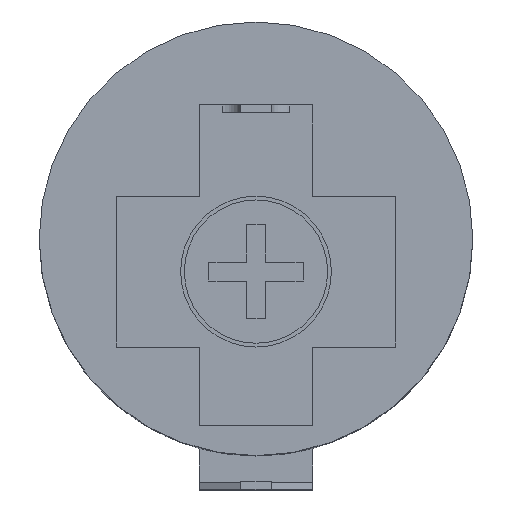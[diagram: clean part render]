
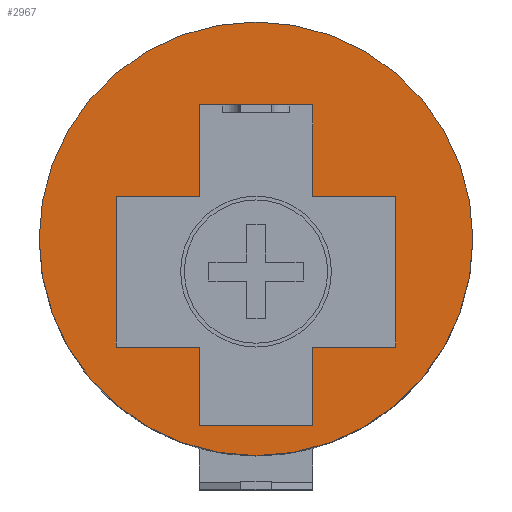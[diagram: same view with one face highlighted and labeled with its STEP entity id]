
A CAD part, top view. The second image highlights one B-rep face of the part: STEP entity #2967.
In plain terms, the highlighted planar face has unit normal (0, 0, 1).
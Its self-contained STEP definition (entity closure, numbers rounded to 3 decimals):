
#22 = EDGE_CURVE ( 'NONE', #3178, #124, #1786, .T. ) ;
#41 = CARTESIAN_POINT ( 'NONE',  ( 1.5, -4.946, 0. ) ) ;
#69 = CARTESIAN_POINT ( 'NONE',  ( 0., -4.946, 0. ) ) ;
#70 = VERTEX_POINT ( 'NONE', #862 ) ;
#91 = DIRECTION ( 'NONE',  ( 0., -1., 0. ) ) ;
#94 = CARTESIAN_POINT ( 'NONE',  ( 1.5, 3.55, 0. ) ) ;
#124 = VERTEX_POINT ( 'NONE', #1901 ) ;
#140 = ORIENTED_EDGE ( 'NONE', *, *, #2420, .T. ) ;
#164 = DIRECTION ( 'NONE',  ( -1., 0., 0. ) ) ;
#174 = CARTESIAN_POINT ( 'NONE',  ( 3.706, -12.791, 0. ) ) ;
#187 = DIRECTION ( 'NONE',  ( -1., 0., 0. ) ) ;
#209 = ORIENTED_EDGE ( 'NONE', *, *, #2748, .T. ) ;
#210 = VECTOR ( 'NONE', #187, 1000. ) ;
#229 = CARTESIAN_POINT ( 'NONE',  ( -1.5, -2.869, 0. ) ) ;
#323 = ORIENTED_EDGE ( 'NONE', *, *, #1673, .F. ) ;
#352 = ORIENTED_EDGE ( 'NONE', *, *, #1335, .T. ) ;
#364 = VECTOR ( 'NONE', #1560, 1000. ) ;
#505 = DIRECTION ( 'NONE',  ( -1., 0., 0. ) ) ;
#514 = CARTESIAN_POINT ( 'NONE',  ( -3.706, -12.791, 0. ) ) ;
#551 = DIRECTION ( 'NONE',  ( 0., 1., 0. ) ) ;
#560 = LINE ( 'NONE', #3153, #3192 ) ;
#575 = VECTOR ( 'NONE', #3013, 1000. ) ;
#674 = EDGE_CURVE ( 'NONE', #1550, #2419, #3077, .T. ) ;
#680 = VERTEX_POINT ( 'NONE', #2463 ) ;
#767 = VERTEX_POINT ( 'NONE', #41 ) ;
#771 = EDGE_CURVE ( 'NONE', #2307, #1944, #560, .T. ) ;
#862 = CARTESIAN_POINT ( 'NONE',  ( 1.5, 1.131, 0. ) ) ;
#923 = FACE_OUTER_BOUND ( 'NONE', #3291, .T. ) ;
#993 = CARTESIAN_POINT ( 'NONE',  ( 1.5, -12.791, 0. ) ) ;
#994 = VECTOR ( 'NONE', #1085, 1000. ) ;
#1010 = CARTESIAN_POINT ( 'NONE',  ( 1.5, -2.869, 0. ) ) ;
#1024 = CARTESIAN_POINT ( 'NONE',  ( -1.5, 1.131, 0. ) ) ;
#1029 = LINE ( 'NONE', #69, #994 ) ;
#1085 = DIRECTION ( 'NONE',  ( -1., 0., 0. ) ) ;
#1177 = CARTESIAN_POINT ( 'NONE',  ( 1.5, -12.791, 0. ) ) ;
#1188 = CARTESIAN_POINT ( 'NONE',  ( 0., 3.55, 0. ) ) ;
#1208 = VERTEX_POINT ( 'NONE', #2364 ) ;
#1239 = LINE ( 'NONE', #1188, #2334 ) ;
#1262 = LINE ( 'NONE', #1296, #364 ) ;
#1296 = CARTESIAN_POINT ( 'NONE',  ( -1.5, -12.791, 0. ) ) ;
#1335 = EDGE_CURVE ( 'NONE', #2679, #3178, #2978, .T. ) ;
#1340 = ORIENTED_EDGE ( 'NONE', *, *, #2831, .T. ) ;
#1347 = EDGE_CURVE ( 'NONE', #2307, #2157, #1239, .T. ) ;
#1399 = DIRECTION ( 'NONE',  ( 0., -1., 0. ) ) ;
#1472 = EDGE_CURVE ( 'NONE', #767, #2183, #1029, .T. ) ;
#1485 = ORIENTED_EDGE ( 'NONE', *, *, #771, .F. ) ;
#1492 = VECTOR ( 'NONE', #1399, 1000. ) ;
#1548 = ORIENTED_EDGE ( 'NONE', *, *, #1872, .F. ) ;
#1550 = VERTEX_POINT ( 'NONE', #1943 ) ;
#1560 = DIRECTION ( 'NONE',  ( 0., -1., 0. ) ) ;
#1593 = LINE ( 'NONE', #2897, #2141 ) ;
#1616 = DIRECTION ( 'NONE',  ( 1., 0., 0. ) ) ;
#1673 = EDGE_CURVE ( 'NONE', #2679, #2183, #1262, .T. ) ;
#1759 = EDGE_CURVE ( 'NONE', #2419, #1550, #2619, .T. ) ;
#1786 = LINE ( 'NONE', #514, #2493 ) ;
#1872 = EDGE_CURVE ( 'NONE', #1944, #124, #2458, .T. ) ;
#1901 = CARTESIAN_POINT ( 'NONE',  ( -3.706, 1.131, 0. ) ) ;
#1927 = ORIENTED_EDGE ( 'NONE', *, *, #674, .T. ) ;
#1943 = CARTESIAN_POINT ( 'NONE',  ( 5.75, 0., 0. ) ) ;
#1944 = VERTEX_POINT ( 'NONE', #1024 ) ;
#1951 = PLANE ( 'NONE',  #2682 ) ;
#1953 = CARTESIAN_POINT ( 'NONE',  ( 0., 1.131, 0. ) ) ;
#1978 = DIRECTION ( 'NONE',  ( 0., 0., 1. ) ) ;
#2081 = ORIENTED_EDGE ( 'NONE', *, *, #2213, .F. ) ;
#2124 = AXIS2_PLACEMENT_3D ( 'NONE', #2556, #1978, #2733 ) ;
#2135 = EDGE_CURVE ( 'NONE', #1208, #680, #2451, .T. ) ;
#2141 = VECTOR ( 'NONE', #2328, 1000. ) ;
#2157 = VERTEX_POINT ( 'NONE', #94 ) ;
#2183 = VERTEX_POINT ( 'NONE', #2484 ) ;
#2213 = EDGE_CURVE ( 'NONE', #680, #70, #2752, .T. ) ;
#2214 = FACE_BOUND ( 'NONE', #2550, .T. ) ;
#2261 = LINE ( 'NONE', #993, #3302 ) ;
#2270 = ORIENTED_EDGE ( 'NONE', *, *, #2135, .F. ) ;
#2293 = DIRECTION ( 'NONE',  ( 0., 0., -1. ) ) ;
#2307 = VERTEX_POINT ( 'NONE', #2441 ) ;
#2328 = DIRECTION ( 'NONE',  ( -1., 0., 0. ) ) ;
#2334 = VECTOR ( 'NONE', #3273, 1000. ) ;
#2344 = VECTOR ( 'NONE', #3213, 1000. ) ;
#2364 = CARTESIAN_POINT ( 'NONE',  ( 3.706, -2.869, 0. ) ) ;
#2398 = AXIS2_PLACEMENT_3D ( 'NONE', #3136, #2944, #1616 ) ;
#2419 = VERTEX_POINT ( 'NONE', #2542 ) ;
#2420 = EDGE_CURVE ( 'NONE', #2474, #767, #2261, .T. ) ;
#2441 = CARTESIAN_POINT ( 'NONE',  ( -1.5, 3.55, 0. ) ) ;
#2451 = LINE ( 'NONE', #174, #2344 ) ;
#2458 = LINE ( 'NONE', #1953, #2982 ) ;
#2463 = CARTESIAN_POINT ( 'NONE',  ( 3.706, 1.131, 0. ) ) ;
#2465 = ORIENTED_EDGE ( 'NONE', *, *, #1759, .T. ) ;
#2474 = VERTEX_POINT ( 'NONE', #1010 ) ;
#2484 = CARTESIAN_POINT ( 'NONE',  ( -1.5, -4.946, 0. ) ) ;
#2493 = VECTOR ( 'NONE', #551, 1000. ) ;
#2512 = CARTESIAN_POINT ( 'NONE',  ( 0., -2.869, 0. ) ) ;
#2542 = CARTESIAN_POINT ( 'NONE',  ( -5.75, 0., 0. ) ) ;
#2550 = EDGE_LOOP ( 'NONE', ( #352, #3036, #1548, #1485, #2756, #1340, #2081, #2270, #209, #140, #2934, #323 ) ) ;
#2556 = CARTESIAN_POINT ( 'NONE',  ( 0., 0., 0. ) ) ;
#2619 = CIRCLE ( 'NONE', #2398, 5.75 ) ;
#2679 = VERTEX_POINT ( 'NONE', #229 ) ;
#2682 = AXIS2_PLACEMENT_3D ( 'NONE', #3230, #2293, #505 ) ;
#2733 = DIRECTION ( 'NONE',  ( 1., 0., 0. ) ) ;
#2739 = CARTESIAN_POINT ( 'NONE',  ( 0., 1.131, 0. ) ) ;
#2748 = EDGE_CURVE ( 'NONE', #1208, #2474, #1593, .T. ) ;
#2752 = LINE ( 'NONE', #2739, #210 ) ;
#2756 = ORIENTED_EDGE ( 'NONE', *, *, #1347, .T. ) ;
#2805 = DIRECTION ( 'NONE',  ( 0., -1., 0. ) ) ;
#2829 = CARTESIAN_POINT ( 'NONE',  ( -3.706, -2.869, 0. ) ) ;
#2831 = EDGE_CURVE ( 'NONE', #2157, #70, #2911, .T. ) ;
#2897 = CARTESIAN_POINT ( 'NONE',  ( 0., -2.869, 0. ) ) ;
#2911 = LINE ( 'NONE', #1177, #1492 ) ;
#2934 = ORIENTED_EDGE ( 'NONE', *, *, #1472, .T. ) ;
#2944 = DIRECTION ( 'NONE',  ( 0., 0., 1. ) ) ;
#2967 = ADVANCED_FACE ( 'NONE', ( #2214, #923 ), #1951, .F. ) ;
#2978 = LINE ( 'NONE', #2512, #575 ) ;
#2982 = VECTOR ( 'NONE', #164, 1000. ) ;
#3013 = DIRECTION ( 'NONE',  ( -1., 0., 0. ) ) ;
#3036 = ORIENTED_EDGE ( 'NONE', *, *, #22, .T. ) ;
#3077 = CIRCLE ( 'NONE', #2124, 5.75 ) ;
#3136 = CARTESIAN_POINT ( 'NONE',  ( 0., 0., 0. ) ) ;
#3153 = CARTESIAN_POINT ( 'NONE',  ( -1.5, -12.791, 0. ) ) ;
#3178 = VERTEX_POINT ( 'NONE', #2829 ) ;
#3192 = VECTOR ( 'NONE', #91, 1000. ) ;
#3213 = DIRECTION ( 'NONE',  ( 0., 1., 0. ) ) ;
#3230 = CARTESIAN_POINT ( 'NONE',  ( 0., 0., 0. ) ) ;
#3273 = DIRECTION ( 'NONE',  ( 1., 0., 0. ) ) ;
#3291 = EDGE_LOOP ( 'NONE', ( #1927, #2465 ) ) ;
#3302 = VECTOR ( 'NONE', #2805, 1000. ) ;
